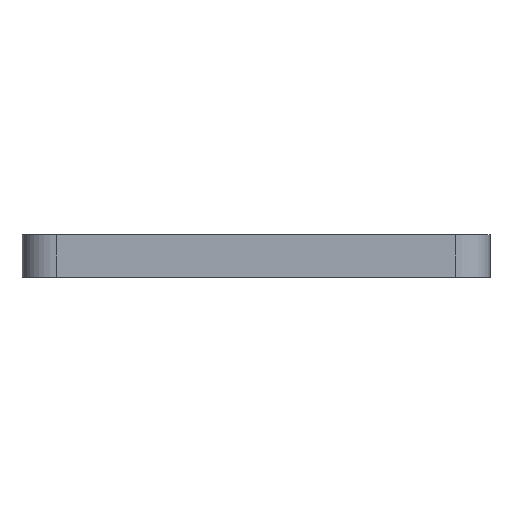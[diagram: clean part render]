
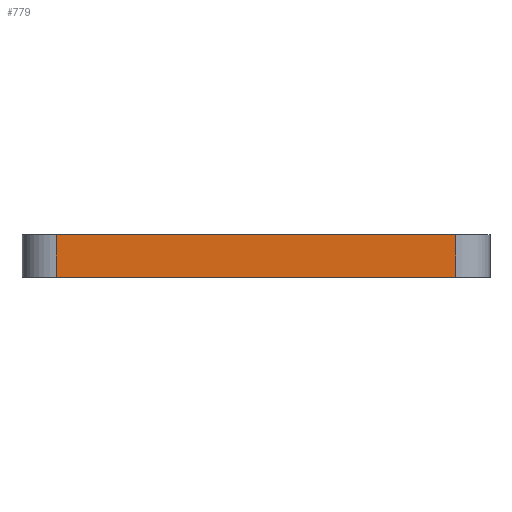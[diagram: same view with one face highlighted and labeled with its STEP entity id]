
A CAD part, front view. The second image highlights one B-rep face of the part: STEP entity #779.
In plain terms, the highlighted planar face has unit normal (0, -1, 0).
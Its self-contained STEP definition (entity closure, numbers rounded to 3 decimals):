
#312 = VERTEX_POINT('',#313);
#313 = CARTESIAN_POINT('',(-4.7,-7.5,1.));
#320 = EDGE_CURVE('',#312,#321,#323,.T.);
#321 = VERTEX_POINT('',#322);
#322 = CARTESIAN_POINT('',(4.7,-7.5,1.));
#323 = LINE('',#324,#325);
#324 = CARTESIAN_POINT('',(-4.7,-7.5,1.));
#325 = VECTOR('',#326,1.);
#326 = DIRECTION('',(1.,0.,0.));
#760 = VERTEX_POINT('',#761);
#761 = CARTESIAN_POINT('',(-4.7,-7.5,0.));
#768 = EDGE_CURVE('',#312,#760,#769,.T.);
#769 = LINE('',#770,#771);
#770 = CARTESIAN_POINT('',(-4.7,-7.5,1.));
#771 = VECTOR('',#772,1.);
#772 = DIRECTION('',(0.,0.,-1.));
#779 = ADVANCED_FACE('',(#780),#798,.F.);
#780 = FACE_BOUND('',#781,.T.);
#781 = EDGE_LOOP('',(#782,#783,#791,#797));
#782 = ORIENTED_EDGE('',*,*,#768,.T.);
#783 = ORIENTED_EDGE('',*,*,#784,.F.);
#784 = EDGE_CURVE('',#785,#760,#787,.T.);
#785 = VERTEX_POINT('',#786);
#786 = CARTESIAN_POINT('',(4.7,-7.5,0.));
#787 = LINE('',#788,#789);
#788 = CARTESIAN_POINT('',(4.7,-7.5,0.));
#789 = VECTOR('',#790,1.);
#790 = DIRECTION('',(-1.,0.,0.));
#791 = ORIENTED_EDGE('',*,*,#792,.F.);
#792 = EDGE_CURVE('',#321,#785,#793,.T.);
#793 = LINE('',#794,#795);
#794 = CARTESIAN_POINT('',(4.7,-7.5,1.));
#795 = VECTOR('',#796,1.);
#796 = DIRECTION('',(0.,0.,-1.));
#797 = ORIENTED_EDGE('',*,*,#320,.F.);
#798 = PLANE('',#799);
#799 = AXIS2_PLACEMENT_3D('',#800,#801,#802);
#800 = CARTESIAN_POINT('',(-4.7,-7.5,1.));
#801 = DIRECTION('',(0.,1.,0.));
#802 = DIRECTION('',(-1.,0.,0.));
